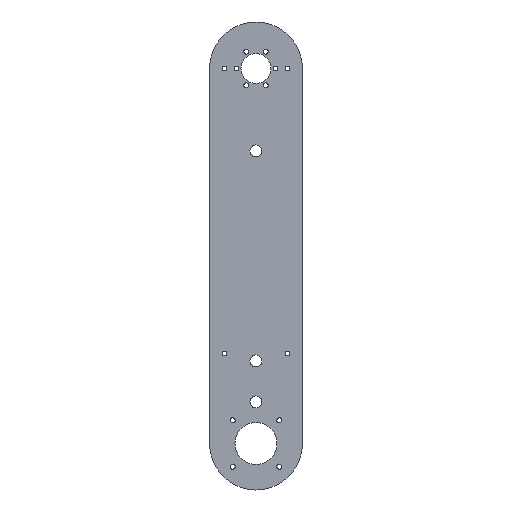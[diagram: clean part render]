
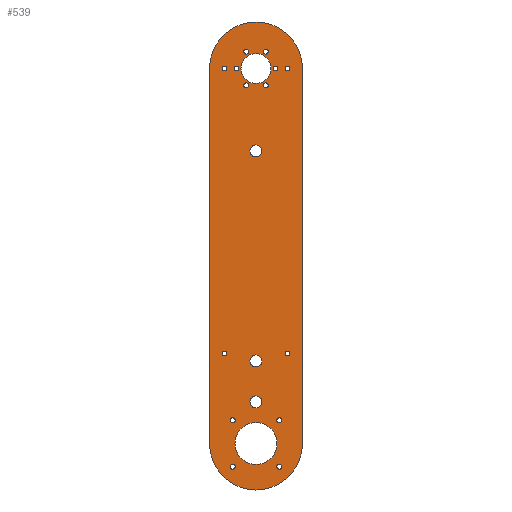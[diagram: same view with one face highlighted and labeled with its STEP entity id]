
A CAD part, front view. The second image highlights one B-rep face of the part: STEP entity #539.
In plain terms, the highlighted planar face has unit normal (0, -1, 0).
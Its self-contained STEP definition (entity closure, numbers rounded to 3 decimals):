
#34=FACE_BOUND('',#126,.T.);
#35=FACE_BOUND('',#127,.T.);
#36=FACE_BOUND('',#128,.T.);
#37=FACE_BOUND('',#129,.T.);
#38=FACE_BOUND('',#130,.T.);
#39=FACE_BOUND('',#131,.T.);
#40=FACE_BOUND('',#132,.T.);
#41=FACE_BOUND('',#133,.T.);
#42=FACE_BOUND('',#134,.T.);
#43=FACE_BOUND('',#135,.T.);
#44=FACE_BOUND('',#136,.T.);
#45=FACE_BOUND('',#137,.T.);
#46=FACE_BOUND('',#138,.T.);
#47=FACE_BOUND('',#139,.T.);
#48=FACE_BOUND('',#140,.T.);
#49=FACE_BOUND('',#141,.T.);
#50=FACE_BOUND('',#142,.T.);
#51=FACE_BOUND('',#143,.T.);
#52=FACE_BOUND('',#144,.T.);
#56=PLANE('',#629);
#81=FACE_OUTER_BOUND('',#125,.T.);
#125=EDGE_LOOP('',(#471,#472,#473,#474));
#126=EDGE_LOOP('',(#475));
#127=EDGE_LOOP('',(#476));
#128=EDGE_LOOP('',(#477));
#129=EDGE_LOOP('',(#478));
#130=EDGE_LOOP('',(#479));
#131=EDGE_LOOP('',(#480));
#132=EDGE_LOOP('',(#481));
#133=EDGE_LOOP('',(#482));
#134=EDGE_LOOP('',(#483));
#135=EDGE_LOOP('',(#484));
#136=EDGE_LOOP('',(#485));
#137=EDGE_LOOP('',(#486));
#138=EDGE_LOOP('',(#487));
#139=EDGE_LOOP('',(#488));
#140=EDGE_LOOP('',(#489));
#141=EDGE_LOOP('',(#490));
#142=EDGE_LOOP('',(#491));
#143=EDGE_LOOP('',(#492));
#144=EDGE_LOOP('',(#493));
#166=LINE('',#919,#193);
#170=LINE('',#930,#197);
#193=VECTOR('',#775,10.);
#197=VECTOR('',#787,10.);
#199=CIRCLE('',#564,4.);
#202=CIRCLE('',#568,4.);
#204=CIRCLE('',#571,4.);
#206=CIRCLE('',#574,14.);
#208=CIRCLE('',#577,1.65);
#210=CIRCLE('',#580,1.65);
#212=CIRCLE('',#583,1.65);
#214=CIRCLE('',#586,1.65);
#216=CIRCLE('',#589,10.);
#218=CIRCLE('',#592,1.65);
#220=CIRCLE('',#595,1.65);
#222=CIRCLE('',#598,1.65);
#224=CIRCLE('',#601,1.65);
#226=CIRCLE('',#604,1.65);
#228=CIRCLE('',#607,1.65);
#230=CIRCLE('',#610,1.65);
#232=CIRCLE('',#613,1.65);
#234=CIRCLE('',#616,1.65);
#236=CIRCLE('',#619,1.65);
#237=CIRCLE('',#621,31.);
#239=CIRCLE('',#625,31.);
#241=VERTEX_POINT('',#795);
#244=VERTEX_POINT('',#803);
#246=VERTEX_POINT('',#809);
#248=VERTEX_POINT('',#815);
#250=VERTEX_POINT('',#821);
#252=VERTEX_POINT('',#827);
#254=VERTEX_POINT('',#833);
#256=VERTEX_POINT('',#839);
#258=VERTEX_POINT('',#845);
#260=VERTEX_POINT('',#851);
#262=VERTEX_POINT('',#857);
#264=VERTEX_POINT('',#863);
#266=VERTEX_POINT('',#869);
#268=VERTEX_POINT('',#875);
#270=VERTEX_POINT('',#881);
#272=VERTEX_POINT('',#887);
#274=VERTEX_POINT('',#893);
#276=VERTEX_POINT('',#899);
#278=VERTEX_POINT('',#905);
#279=VERTEX_POINT('',#909);
#280=VERTEX_POINT('',#910);
#283=VERTEX_POINT('',#918);
#285=VERTEX_POINT('',#924);
#287=EDGE_CURVE('',#241,#241,#199,.T.);
#292=EDGE_CURVE('',#244,#244,#202,.T.);
#295=EDGE_CURVE('',#246,#246,#204,.T.);
#298=EDGE_CURVE('',#248,#248,#206,.T.);
#301=EDGE_CURVE('',#250,#250,#208,.T.);
#304=EDGE_CURVE('',#252,#252,#210,.T.);
#307=EDGE_CURVE('',#254,#254,#212,.T.);
#310=EDGE_CURVE('',#256,#256,#214,.T.);
#313=EDGE_CURVE('',#258,#258,#216,.T.);
#316=EDGE_CURVE('',#260,#260,#218,.T.);
#319=EDGE_CURVE('',#262,#262,#220,.T.);
#322=EDGE_CURVE('',#264,#264,#222,.T.);
#325=EDGE_CURVE('',#266,#266,#224,.T.);
#328=EDGE_CURVE('',#268,#268,#226,.T.);
#331=EDGE_CURVE('',#270,#270,#228,.T.);
#334=EDGE_CURVE('',#272,#272,#230,.T.);
#337=EDGE_CURVE('',#274,#274,#232,.T.);
#340=EDGE_CURVE('',#276,#276,#234,.T.);
#343=EDGE_CURVE('',#278,#278,#236,.T.);
#344=EDGE_CURVE('',#279,#280,#237,.T.);
#348=EDGE_CURVE('',#283,#279,#166,.T.);
#351=EDGE_CURVE('',#285,#283,#239,.T.);
#354=EDGE_CURVE('',#280,#285,#170,.T.);
#471=ORIENTED_EDGE('',*,*,#354,.F.);
#472=ORIENTED_EDGE('',*,*,#344,.F.);
#473=ORIENTED_EDGE('',*,*,#348,.F.);
#474=ORIENTED_EDGE('',*,*,#351,.F.);
#475=ORIENTED_EDGE('',*,*,#287,.T.);
#476=ORIENTED_EDGE('',*,*,#292,.T.);
#477=ORIENTED_EDGE('',*,*,#295,.T.);
#478=ORIENTED_EDGE('',*,*,#343,.F.);
#479=ORIENTED_EDGE('',*,*,#340,.F.);
#480=ORIENTED_EDGE('',*,*,#337,.F.);
#481=ORIENTED_EDGE('',*,*,#334,.F.);
#482=ORIENTED_EDGE('',*,*,#331,.F.);
#483=ORIENTED_EDGE('',*,*,#328,.F.);
#484=ORIENTED_EDGE('',*,*,#325,.F.);
#485=ORIENTED_EDGE('',*,*,#322,.F.);
#486=ORIENTED_EDGE('',*,*,#319,.F.);
#487=ORIENTED_EDGE('',*,*,#316,.F.);
#488=ORIENTED_EDGE('',*,*,#313,.F.);
#489=ORIENTED_EDGE('',*,*,#310,.F.);
#490=ORIENTED_EDGE('',*,*,#307,.F.);
#491=ORIENTED_EDGE('',*,*,#304,.F.);
#492=ORIENTED_EDGE('',*,*,#301,.F.);
#493=ORIENTED_EDGE('',*,*,#298,.F.);
#539=ADVANCED_FACE('',(#81,#34,#35,#36,#37,#38,#39,#40,#41,#42,#43,#44,
#45,#46,#47,#48,#49,#50,#51,#52),#56,.F.);
#564=AXIS2_PLACEMENT_3D('',#796,#634,#635);
#568=AXIS2_PLACEMENT_3D('',#805,#644,#645);
#571=AXIS2_PLACEMENT_3D('',#811,#651,#652);
#574=AXIS2_PLACEMENT_3D('',#817,#658,#659);
#577=AXIS2_PLACEMENT_3D('',#823,#665,#666);
#580=AXIS2_PLACEMENT_3D('',#829,#672,#673);
#583=AXIS2_PLACEMENT_3D('',#835,#679,#680);
#586=AXIS2_PLACEMENT_3D('',#841,#686,#687);
#589=AXIS2_PLACEMENT_3D('',#847,#693,#694);
#592=AXIS2_PLACEMENT_3D('',#853,#700,#701);
#595=AXIS2_PLACEMENT_3D('',#859,#707,#708);
#598=AXIS2_PLACEMENT_3D('',#865,#714,#715);
#601=AXIS2_PLACEMENT_3D('',#871,#721,#722);
#604=AXIS2_PLACEMENT_3D('',#877,#728,#729);
#607=AXIS2_PLACEMENT_3D('',#883,#735,#736);
#610=AXIS2_PLACEMENT_3D('',#889,#742,#743);
#613=AXIS2_PLACEMENT_3D('',#895,#749,#750);
#616=AXIS2_PLACEMENT_3D('',#901,#756,#757);
#619=AXIS2_PLACEMENT_3D('',#907,#763,#764);
#621=AXIS2_PLACEMENT_3D('',#911,#767,#768);
#625=AXIS2_PLACEMENT_3D('',#925,#780,#781);
#629=AXIS2_PLACEMENT_3D('',#933,#791,#792);
#634=DIRECTION('center_axis',(0.,1.,0.));
#635=DIRECTION('ref_axis',(1.,0.,0.));
#644=DIRECTION('center_axis',(0.,1.,0.));
#645=DIRECTION('ref_axis',(1.,0.,0.));
#651=DIRECTION('center_axis',(0.,1.,0.));
#652=DIRECTION('ref_axis',(1.,0.,0.));
#658=DIRECTION('center_axis',(0.,-1.,0.));
#659=DIRECTION('ref_axis',(1.,0.,0.));
#665=DIRECTION('center_axis',(0.,-1.,0.));
#666=DIRECTION('ref_axis',(1.,0.,0.));
#672=DIRECTION('center_axis',(0.,-1.,0.));
#673=DIRECTION('ref_axis',(1.,0.,0.));
#679=DIRECTION('center_axis',(0.,-1.,0.));
#680=DIRECTION('ref_axis',(1.,0.,0.));
#686=DIRECTION('center_axis',(0.,-1.,0.));
#687=DIRECTION('ref_axis',(1.,0.,0.));
#693=DIRECTION('center_axis',(0.,-1.,0.));
#694=DIRECTION('ref_axis',(1.,0.,0.));
#700=DIRECTION('center_axis',(0.,-1.,0.));
#701=DIRECTION('ref_axis',(1.,0.,0.));
#707=DIRECTION('center_axis',(0.,-1.,0.));
#708=DIRECTION('ref_axis',(1.,0.,0.));
#714=DIRECTION('center_axis',(0.,-1.,0.));
#715=DIRECTION('ref_axis',(1.,0.,0.));
#721=DIRECTION('center_axis',(0.,-1.,0.));
#722=DIRECTION('ref_axis',(1.,0.,0.));
#728=DIRECTION('center_axis',(0.,-1.,0.));
#729=DIRECTION('ref_axis',(1.,0.,0.));
#735=DIRECTION('center_axis',(0.,-1.,0.));
#736=DIRECTION('ref_axis',(1.,0.,0.));
#742=DIRECTION('center_axis',(0.,-1.,0.));
#743=DIRECTION('ref_axis',(1.,0.,0.));
#749=DIRECTION('center_axis',(0.,-1.,0.));
#750=DIRECTION('ref_axis',(1.,0.,0.));
#756=DIRECTION('center_axis',(0.,-1.,0.));
#757=DIRECTION('ref_axis',(1.,0.,0.));
#763=DIRECTION('center_axis',(0.,-1.,0.));
#764=DIRECTION('ref_axis',(1.,0.,0.));
#767=DIRECTION('center_axis',(0.,1.,0.));
#768=DIRECTION('ref_axis',(1.,0.,0.));
#775=DIRECTION('',(0.,0.,-1.));
#780=DIRECTION('center_axis',(0.,1.,0.));
#781=DIRECTION('ref_axis',(-1.,0.,0.));
#787=DIRECTION('',(0.,0.,1.));
#791=DIRECTION('center_axis',(0.,1.,0.));
#792=DIRECTION('ref_axis',(0.,0.,1.));
#795=CARTESIAN_POINT('',(-4.,0.,-52.291));
#796=CARTESIAN_POINT('Origin',(0.,0.,-52.291));
#803=CARTESIAN_POINT('',(-4.,0.,115.));
#805=CARTESIAN_POINT('Origin',(0.,0.,115.));
#809=CARTESIAN_POINT('',(-4.,0.,-25.));
#811=CARTESIAN_POINT('Origin',(0.,0.,-25.));
#815=CARTESIAN_POINT('',(-14.,0.,-80.));
#817=CARTESIAN_POINT('Origin',(0.,0.,-80.));
#821=CARTESIAN_POINT('',(-17.144,0.,-95.494));
#823=CARTESIAN_POINT('Origin',(-15.494,0.,-95.494));
#827=CARTESIAN_POINT('',(13.844,0.,-95.494));
#829=CARTESIAN_POINT('Origin',(15.494,0.,-95.494));
#833=CARTESIAN_POINT('',(-17.144,0.,-64.506));
#835=CARTESIAN_POINT('Origin',(-15.494,0.,-64.506));
#839=CARTESIAN_POINT('',(13.844,0.,-64.506));
#841=CARTESIAN_POINT('Origin',(15.494,0.,-64.506));
#845=CARTESIAN_POINT('',(-10.,0.,170.));
#847=CARTESIAN_POINT('Origin',(0.,0.,170.));
#851=CARTESIAN_POINT('',(11.35,0.,170.));
#853=CARTESIAN_POINT('Origin',(13.,0.,170.));
#857=CARTESIAN_POINT('',(4.85,0.,158.742));
#859=CARTESIAN_POINT('Origin',(6.5,0.,158.742));
#863=CARTESIAN_POINT('',(-8.15,0.,158.742));
#865=CARTESIAN_POINT('Origin',(-6.5,0.,158.742));
#869=CARTESIAN_POINT('',(-14.65,0.,170.));
#871=CARTESIAN_POINT('Origin',(-13.,0.,170.));
#875=CARTESIAN_POINT('',(-8.15,0.,181.258));
#877=CARTESIAN_POINT('Origin',(-6.5,0.,181.258));
#881=CARTESIAN_POINT('',(4.85,0.,181.258));
#883=CARTESIAN_POINT('Origin',(6.5,0.,181.258));
#887=CARTESIAN_POINT('',(19.35,0.,-20.));
#889=CARTESIAN_POINT('Origin',(21.,0.,-20.));
#893=CARTESIAN_POINT('',(-22.65,0.,-20.));
#895=CARTESIAN_POINT('Origin',(-21.,0.,-20.));
#899=CARTESIAN_POINT('',(19.35,0.,170.));
#901=CARTESIAN_POINT('Origin',(21.,0.,170.));
#905=CARTESIAN_POINT('',(-22.65,0.,170.));
#907=CARTESIAN_POINT('Origin',(-21.,0.,170.));
#909=CARTESIAN_POINT('',(31.,0.,-80.));
#910=CARTESIAN_POINT('',(-31.,0.,-80.));
#911=CARTESIAN_POINT('Origin',(0.,0.,-80.));
#918=CARTESIAN_POINT('',(31.,0.,170.));
#919=CARTESIAN_POINT('',(31.,0.,170.));
#924=CARTESIAN_POINT('',(-31.,0.,170.));
#925=CARTESIAN_POINT('Origin',(0.,0.,170.));
#930=CARTESIAN_POINT('',(-31.,0.,-80.));
#933=CARTESIAN_POINT('Origin',(0.,0.,45.));
